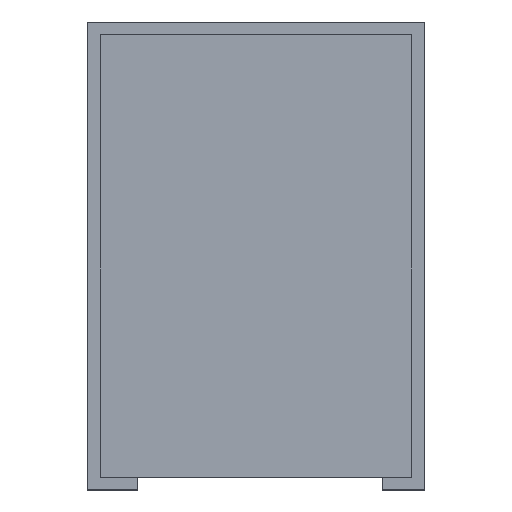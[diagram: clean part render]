
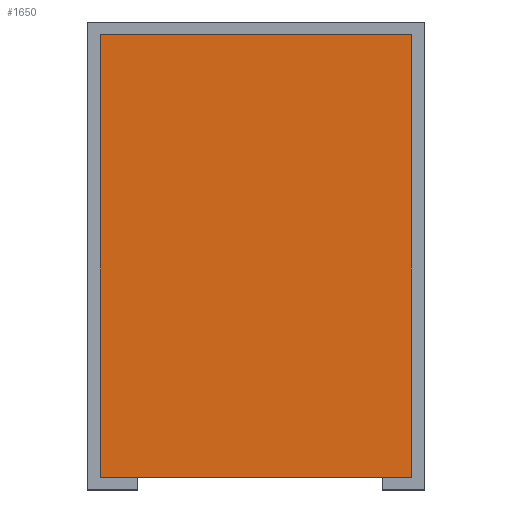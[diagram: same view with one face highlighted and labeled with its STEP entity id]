
A CAD part, top view. The second image highlights one B-rep face of the part: STEP entity #1650.
In plain terms, the highlighted planar face has unit normal (0, 0, 1).
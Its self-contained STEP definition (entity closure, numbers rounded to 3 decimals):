
#1336 = VERTEX_POINT('',#1337);
#1337 = CARTESIAN_POINT('',(1.5,1.5,3.));
#1344 = PLANE('',#1345);
#1345 = AXIS2_PLACEMENT_3D('',#1346,#1347,#1348);
#1346 = CARTESIAN_POINT('',(1.5,1.5,0.5));
#1347 = DIRECTION('',(1.,0.,0.));
#1348 = DIRECTION('',(0.,0.,1.));
#1356 = PLANE('',#1357);
#1357 = AXIS2_PLACEMENT_3D('',#1358,#1359,#1360);
#1358 = CARTESIAN_POINT('',(1.5,1.5,0.5));
#1359 = DIRECTION('',(0.,1.,0.));
#1360 = DIRECTION('',(0.,0.,1.));
#1397 = VERTEX_POINT('',#1398);
#1398 = CARTESIAN_POINT('',(1.5,54.,3.));
#1412 = PLANE('',#1413);
#1413 = AXIS2_PLACEMENT_3D('',#1414,#1415,#1416);
#1414 = CARTESIAN_POINT('',(1.5,54.,0.5));
#1415 = DIRECTION('',(0.,1.,0.));
#1416 = DIRECTION('',(0.,0.,1.));
#1424 = EDGE_CURVE('',#1336,#1397,#1425,.T.);
#1425 = SURFACE_CURVE('',#1426,(#1430,#1437),.PCURVE_S1.);
#1426 = LINE('',#1427,#1428);
#1427 = CARTESIAN_POINT('',(1.5,1.5,3.));
#1428 = VECTOR('',#1429,1.);
#1429 = DIRECTION('',(0.,1.,0.));
#1430 = PCURVE('',#1344,#1431);
#1431 = DEFINITIONAL_REPRESENTATION('',(#1432),#1436);
#1432 = LINE('',#1433,#1434);
#1433 = CARTESIAN_POINT('',(2.5,0.));
#1434 = VECTOR('',#1435,1.);
#1435 = DIRECTION('',(0.,-1.));
#1436 = ( GEOMETRIC_REPRESENTATION_CONTEXT(2) 
PARAMETRIC_REPRESENTATION_CONTEXT() REPRESENTATION_CONTEXT('2D SPACE',''
  ) );
#1437 = PCURVE('',#1438,#1443);
#1438 = PLANE('',#1439);
#1439 = AXIS2_PLACEMENT_3D('',#1440,#1441,#1442);
#1440 = CARTESIAN_POINT('',(1.5,1.5,3.));
#1441 = DIRECTION('',(0.,0.,1.));
#1442 = DIRECTION('',(1.,0.,0.));
#1443 = DEFINITIONAL_REPRESENTATION('',(#1444),#1448);
#1444 = LINE('',#1445,#1446);
#1445 = CARTESIAN_POINT('',(0.,0.));
#1446 = VECTOR('',#1447,1.);
#1447 = DIRECTION('',(0.,1.));
#1448 = ( GEOMETRIC_REPRESENTATION_CONTEXT(2) 
PARAMETRIC_REPRESENTATION_CONTEXT() REPRESENTATION_CONTEXT('2D SPACE',''
  ) );
#1456 = VERTEX_POINT('',#1457);
#1457 = CARTESIAN_POINT('',(38.5,1.5,3.));
#1464 = PLANE('',#1465);
#1465 = AXIS2_PLACEMENT_3D('',#1466,#1467,#1468);
#1466 = CARTESIAN_POINT('',(38.5,1.5,0.5));
#1467 = DIRECTION('',(1.,0.,0.));
#1468 = DIRECTION('',(0.,0.,1.));
#1507 = VERTEX_POINT('',#1508);
#1508 = CARTESIAN_POINT('',(38.5,54.,3.));
#1529 = EDGE_CURVE('',#1456,#1507,#1530,.T.);
#1530 = SURFACE_CURVE('',#1531,(#1535,#1542),.PCURVE_S1.);
#1531 = LINE('',#1532,#1533);
#1532 = CARTESIAN_POINT('',(38.5,1.5,3.));
#1533 = VECTOR('',#1534,1.);
#1534 = DIRECTION('',(0.,1.,0.));
#1535 = PCURVE('',#1464,#1536);
#1536 = DEFINITIONAL_REPRESENTATION('',(#1537),#1541);
#1537 = LINE('',#1538,#1539);
#1538 = CARTESIAN_POINT('',(2.5,0.));
#1539 = VECTOR('',#1540,1.);
#1540 = DIRECTION('',(0.,-1.));
#1541 = ( GEOMETRIC_REPRESENTATION_CONTEXT(2) 
PARAMETRIC_REPRESENTATION_CONTEXT() REPRESENTATION_CONTEXT('2D SPACE',''
  ) );
#1542 = PCURVE('',#1438,#1543);
#1543 = DEFINITIONAL_REPRESENTATION('',(#1544),#1548);
#1544 = LINE('',#1545,#1546);
#1545 = CARTESIAN_POINT('',(37.,0.));
#1546 = VECTOR('',#1547,1.);
#1547 = DIRECTION('',(0.,1.));
#1548 = ( GEOMETRIC_REPRESENTATION_CONTEXT(2) 
PARAMETRIC_REPRESENTATION_CONTEXT() REPRESENTATION_CONTEXT('2D SPACE',''
  ) );
#1575 = EDGE_CURVE('',#1336,#1456,#1576,.T.);
#1576 = SURFACE_CURVE('',#1577,(#1581,#1588),.PCURVE_S1.);
#1577 = LINE('',#1578,#1579);
#1578 = CARTESIAN_POINT('',(1.5,1.5,3.));
#1579 = VECTOR('',#1580,1.);
#1580 = DIRECTION('',(1.,0.,0.));
#1581 = PCURVE('',#1356,#1582);
#1582 = DEFINITIONAL_REPRESENTATION('',(#1583),#1587);
#1583 = LINE('',#1584,#1585);
#1584 = CARTESIAN_POINT('',(2.5,0.));
#1585 = VECTOR('',#1586,1.);
#1586 = DIRECTION('',(0.,1.));
#1587 = ( GEOMETRIC_REPRESENTATION_CONTEXT(2) 
PARAMETRIC_REPRESENTATION_CONTEXT() REPRESENTATION_CONTEXT('2D SPACE',''
  ) );
#1588 = PCURVE('',#1438,#1589);
#1589 = DEFINITIONAL_REPRESENTATION('',(#1590),#1594);
#1590 = LINE('',#1591,#1592);
#1591 = CARTESIAN_POINT('',(0.,0.));
#1592 = VECTOR('',#1593,1.);
#1593 = DIRECTION('',(1.,0.));
#1594 = ( GEOMETRIC_REPRESENTATION_CONTEXT(2) 
PARAMETRIC_REPRESENTATION_CONTEXT() REPRESENTATION_CONTEXT('2D SPACE',''
  ) );
#1622 = EDGE_CURVE('',#1397,#1507,#1623,.T.);
#1623 = SURFACE_CURVE('',#1624,(#1628,#1635),.PCURVE_S1.);
#1624 = LINE('',#1625,#1626);
#1625 = CARTESIAN_POINT('',(1.5,54.,3.));
#1626 = VECTOR('',#1627,1.);
#1627 = DIRECTION('',(1.,0.,0.));
#1628 = PCURVE('',#1412,#1629);
#1629 = DEFINITIONAL_REPRESENTATION('',(#1630),#1634);
#1630 = LINE('',#1631,#1632);
#1631 = CARTESIAN_POINT('',(2.5,0.));
#1632 = VECTOR('',#1633,1.);
#1633 = DIRECTION('',(0.,1.));
#1634 = ( GEOMETRIC_REPRESENTATION_CONTEXT(2) 
PARAMETRIC_REPRESENTATION_CONTEXT() REPRESENTATION_CONTEXT('2D SPACE',''
  ) );
#1635 = PCURVE('',#1438,#1636);
#1636 = DEFINITIONAL_REPRESENTATION('',(#1637),#1641);
#1637 = LINE('',#1638,#1639);
#1638 = CARTESIAN_POINT('',(0.,52.5));
#1639 = VECTOR('',#1640,1.);
#1640 = DIRECTION('',(1.,0.));
#1641 = ( GEOMETRIC_REPRESENTATION_CONTEXT(2) 
PARAMETRIC_REPRESENTATION_CONTEXT() REPRESENTATION_CONTEXT('2D SPACE',''
  ) );
#1650 = ADVANCED_FACE('',(#1651),#1438,.T.);
#1651 = FACE_BOUND('',#1652,.T.);
#1652 = EDGE_LOOP('',(#1653,#1654,#1655,#1656));
#1653 = ORIENTED_EDGE('',*,*,#1424,.F.);
#1654 = ORIENTED_EDGE('',*,*,#1575,.T.);
#1655 = ORIENTED_EDGE('',*,*,#1529,.T.);
#1656 = ORIENTED_EDGE('',*,*,#1622,.F.);
